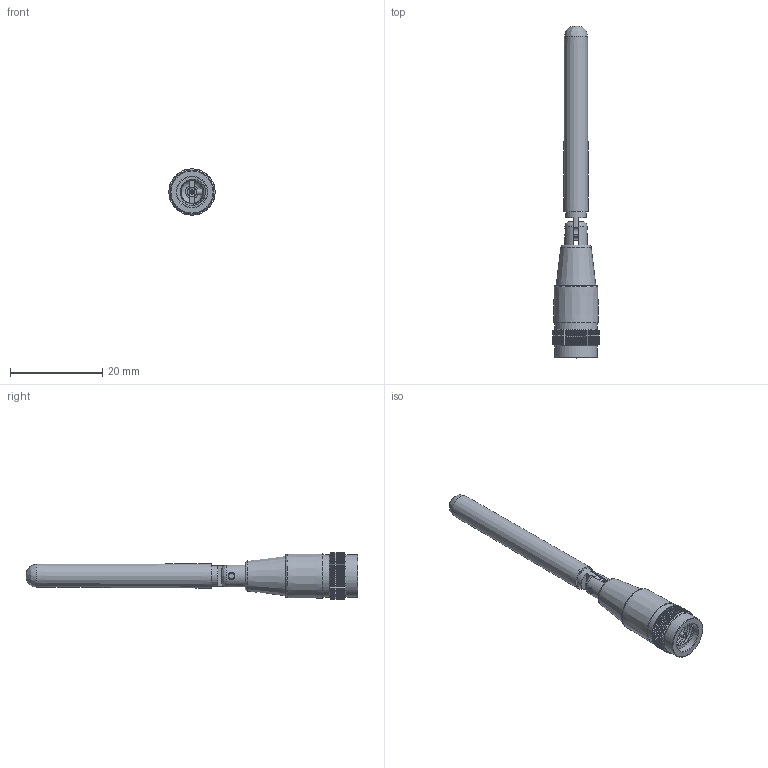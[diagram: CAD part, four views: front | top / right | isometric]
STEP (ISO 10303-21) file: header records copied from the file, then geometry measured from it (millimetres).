
FILE_DESCRIPTION (( 'STEP AP214' ), '1' );
FILE_NAME ('GW.05.0153L_Web.STEP', '2025-03-27T06:38:34', ( '' ), ( '' ), 'SwSTEP 2.0', 'SolidWorks 2022', '' );
FILE_SCHEMA (( 'AUTOMOTIVE_DESIGN' ));
Length unit declared in the file: millimetre
Products named in the file (1): GW.05.0153L_Web
Bounding box: 10 x 71.82 x 10 mm (x, y, z)
Surface area: 1814.4 mm2 (no closed solid volume)
Topology: 0 solids, 8 shells, 287 faces, 846 edges, 571 vertices
Faces by surface type: plane 168, cylinder 86, cone 24, bspline 9
Full cylindrical faces by diameter (mm): 0.9 x1, 1.25 x1, 4.5 x1, 4.85 x1, 6.6 x1, 9.3 x2
Entity records: 14608 total; most frequent: CARTESIAN_POINT 4381, ORIENTED_EDGE 1572, DIRECTION 1288, EDGE_CURVE 816, VERTEX_POINT 563, AXIS2_PLACEMENT_3D 513, EDGE_LOOP 325, B_SPLINE_CURVE_WITH_KNOTS 310
